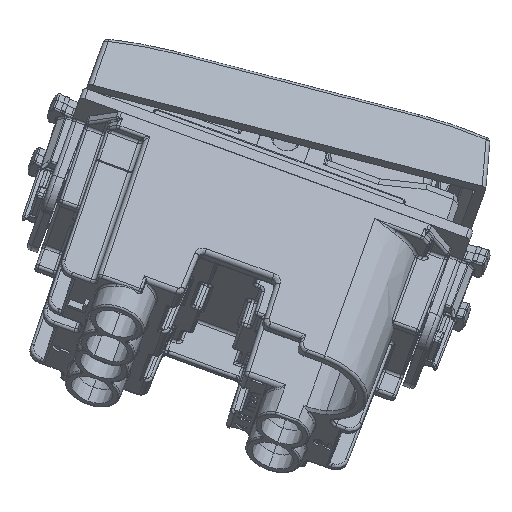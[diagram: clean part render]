
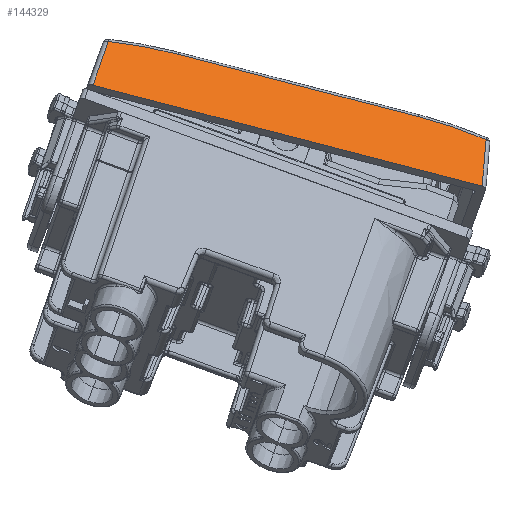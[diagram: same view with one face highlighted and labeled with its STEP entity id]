
A CAD part, left-side view. The second image highlights one B-rep face of the part: STEP entity #144329.
In plain terms, the highlighted face is planar.
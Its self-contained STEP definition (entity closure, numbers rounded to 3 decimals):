
#143418=CARTESIAN_POINT('Vertex',(-11.008,13.441,15.009)) ;
#143421=CARTESIAN_POINT('Line Origine',(-11.008,0.,15.009)) ;
#143425=CARTESIAN_POINT('Vertex',(-11.008,-13.441,15.009)) ;
#143733=CARTESIAN_POINT('Vertex',(-11.02,-21.164,14.333)) ;
#143787=CARTESIAN_POINT('Control Point',(-11.008,-13.441,15.009)) ;
#143788=CARTESIAN_POINT('Control Point',(-11.008,-14.993,15.009)) ;
#143789=CARTESIAN_POINT('Control Point',(-11.009,-16.546,14.941)) ;
#143790=CARTESIAN_POINT('Control Point',(-11.011,-18.094,14.806)) ;
#143791=CARTESIAN_POINT('Control Point',(-11.015,-19.635,14.603)) ;
#143792=CARTESIAN_POINT('Control Point',(-11.02,-21.164,14.333)) ;
#143854=CARTESIAN_POINT('Vertex',(-11.02,21.164,14.333)) ;
#143858=CARTESIAN_POINT('Control Point',(-11.02,21.164,14.333)) ;
#143859=CARTESIAN_POINT('Control Point',(-11.016,19.815,14.571)) ;
#143860=CARTESIAN_POINT('Control Point',(-11.012,18.458,14.757)) ;
#143861=CARTESIAN_POINT('Control Point',(-11.01,17.094,14.89)) ;
#143862=CARTESIAN_POINT('Control Point',(-11.008,15.543,14.982)) ;
#143863=CARTESIAN_POINT('Control Point',(-11.008,13.99,15.006)) ;
#143864=CARTESIAN_POINT('Control Point',(-11.008,13.807,15.008)) ;
#143865=CARTESIAN_POINT('Control Point',(-11.008,13.624,15.009)) ;
#143866=CARTESIAN_POINT('Control Point',(-11.008,13.441,15.009)) ;
#144290=CARTESIAN_POINT('Vertex',(-11.125,21.798,8.3)) ;
#144293=CARTESIAN_POINT('Line Origine',(-11.061,21.41,11.994)) ;
#144305=CARTESIAN_POINT('Axis2P3D Location',(-11.125,22.3,8.3)) ;
#144310=CARTESIAN_POINT('Line Origine',(-11.125,0.,8.3)) ;
#144314=CARTESIAN_POINT('Vertex',(-11.125,-21.798,8.3)) ;
#144318=CARTESIAN_POINT('Control Point',(-11.125,-21.798,8.3)) ;
#144319=CARTESIAN_POINT('Control Point',(-11.02,-21.164,14.333)) ;
#143422=DIRECTION('Vector Direction',(0.,1.,0.)) ;
#144294=DIRECTION('Vector Direction',(0.017,-0.105,0.994)) ;
#144306=DIRECTION('Axis2P3D Direction',(1.,0.,-0.017)) ;
#144307=DIRECTION('Axis2P3D XDirection',(0.,-1.,0.)) ;
#144311=DIRECTION('Vector Direction',(0.,-1.,0.)) ;
#144308=AXIS2_PLACEMENT_3D('Plane Axis2P3D',#144305,#144306,#144307) ;
#144322=ORIENTED_EDGE('',*,*,#143793,.F.) ;
#144323=ORIENTED_EDGE('',*,*,#143427,.F.) ;
#144324=ORIENTED_EDGE('',*,*,#143867,.F.) ;
#144325=ORIENTED_EDGE('',*,*,#144297,.F.) ;
#144326=ORIENTED_EDGE('',*,*,#144316,.F.) ;
#144327=ORIENTED_EDGE('',*,*,#144320,.F.) ;
#143423=VECTOR('Line Direction',#143422,1.) ;
#144295=VECTOR('Line Direction',#144294,1.) ;
#144312=VECTOR('Line Direction',#144311,1.) ;
#144329=ADVANCED_FACE('PartBody',(#144328),#144309,.F.) ;
#143786=B_SPLINE_CURVE_WITH_KNOTS('',5,(#143787,#143788,#143789,#143790,#143791,#143792),.UNSPECIFIED.,.F.,.U.,(6,6),(38.992,50.032),.UNSPECIFIED.) ;
#143857=B_SPLINE_CURVE_WITH_KNOTS('',5,(#143858,#143859,#143860,#143861,#143862,#143863,#143864,#143865,#143866),.UNSPECIFIED.,.F.,.U.,(6,3,6),(13.886,23.623,24.926),.UNSPECIFIED.) ;
#144317=B_SPLINE_CURVE_WITH_KNOTS('',1,(#144318,#144319),.UNSPECIFIED.,.F.,.U.,(2,2),(-3.715,2.353),.UNSPECIFIED.) ;
#143427=EDGE_CURVE('',#143419,#143426,#143424,.F.) ;
#143793=EDGE_CURVE('',#143426,#143734,#143786,.T.) ;
#143867=EDGE_CURVE('',#143855,#143419,#143857,.T.) ;
#144297=EDGE_CURVE('',#144291,#143855,#144296,.T.) ;
#144316=EDGE_CURVE('',#144315,#144291,#144313,.F.) ;
#144320=EDGE_CURVE('',#143734,#144315,#144317,.F.) ;
#144321=EDGE_LOOP('',(#144322,#144323,#144324,#144325,#144326,#144327)) ;
#144328=FACE_OUTER_BOUND('',#144321,.T.) ;
#143424=LINE('Line',#143421,#143423) ;
#144296=LINE('Line',#144293,#144295) ;
#144313=LINE('Line',#144310,#144312) ;
#144309=PLANE('',#144308) ;
#143419=VERTEX_POINT('',#143418) ;
#143426=VERTEX_POINT('',#143425) ;
#143734=VERTEX_POINT('',#143733) ;
#143855=VERTEX_POINT('',#143854) ;
#144291=VERTEX_POINT('',#144290) ;
#144315=VERTEX_POINT('',#144314) ;
